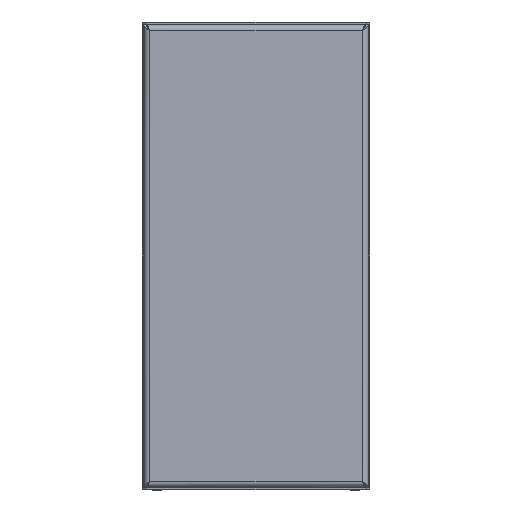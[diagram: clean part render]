
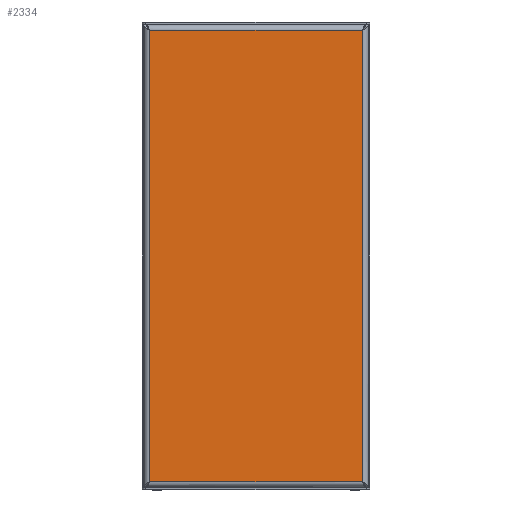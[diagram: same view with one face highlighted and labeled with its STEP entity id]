
A CAD part, front view. The second image highlights one B-rep face of the part: STEP entity #2334.
In plain terms, the highlighted planar face has unit normal (0, -1, 0).
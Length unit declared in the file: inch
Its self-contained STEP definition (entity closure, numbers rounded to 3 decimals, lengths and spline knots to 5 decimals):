
#2201 = ORIENTED_EDGE ( 'NONE', *, *, #2202, .T. ) ;
#2202 = EDGE_CURVE ( 'NONE', #2370, #2203, #5010, .T. ) ;
#2203 = VERTEX_POINT ( 'NONE', #5103 ) ;
#2204 = ORIENTED_EDGE ( 'NONE', *, *, #2205, .T. ) ;
#2205 = EDGE_CURVE ( 'NONE', #2203, #2308, #5102, .T. ) ;
#2308 = VERTEX_POINT ( 'NONE', #5341 ) ;
#2309 = ORIENTED_EDGE ( 'NONE', *, *, #2310, .F. ) ;
#2310 = EDGE_CURVE ( 'NONE', #2369, #2308, #5338, .T. ) ;
#2334 = ADVANCED_FACE ( 'NONE', ( #5261 ), #5260, .F. ) ;
#2335 = EDGE_LOOP ( 'NONE', ( #2367, #2201, #2204, #2309 ) ) ;
#2367 = ORIENTED_EDGE ( 'NONE', *, *, #2368, .T. ) ;
#2368 = EDGE_CURVE ( 'NONE', #2369, #2370, #5284, .T. ) ;
#2369 = VERTEX_POINT ( 'NONE', #5280 ) ;
#2370 = VERTEX_POINT ( 'NONE', #5279 ) ;
#5008 = DIRECTION ( 'NONE',  ( 0., 0., -1. ) ) ;
#5009 = CARTESIAN_POINT ( 'NONE',  ( 0.123, 0., 9.9385 ) ) ;
#5010 = LINE ( 'NONE', #5009, #5104 ) ;
#5099 = DIRECTION ( 'NONE',  ( 1., 0., 0. ) ) ;
#5100 = VECTOR ( 'NONE', #5099, 39.37008 ) ;
#5101 = CARTESIAN_POINT ( 'NONE',  ( 0.123, 0., 0.123 ) ) ;
#5102 = LINE ( 'NONE', #5101, #5100 ) ;
#5103 = CARTESIAN_POINT ( 'NONE',  ( 0.123, 0., 0.123 ) ) ;
#5104 = VECTOR ( 'NONE', #5008, 39.37008 ) ;
#5256 = DIRECTION ( 'NONE',  ( 0., 0., 1. ) ) ;
#5257 = DIRECTION ( 'NONE',  ( 0., 1., 0. ) ) ;
#5258 = CARTESIAN_POINT ( 'NONE',  ( 0., 0., 9.9385 ) ) ;
#5259 = AXIS2_PLACEMENT_3D ( 'NONE', #5258, #5257, #5256 ) ;
#5260 = PLANE ( 'NONE',  #5259 ) ;
#5261 = FACE_OUTER_BOUND ( 'NONE', #2335, .T. ) ;
#5279 = CARTESIAN_POINT ( 'NONE',  ( 0.123, 0., 9.8155 ) ) ;
#5280 = CARTESIAN_POINT ( 'NONE',  ( 4.6974, 0., 9.8155 ) ) ;
#5281 = DIRECTION ( 'NONE',  ( -1., 0., 0. ) ) ;
#5282 = VECTOR ( 'NONE', #5281, 39.37008 ) ;
#5283 = CARTESIAN_POINT ( 'NONE',  ( 4.6974, 0., 9.8155 ) ) ;
#5284 = LINE ( 'NONE', #5283, #5282 ) ;
#5335 = DIRECTION ( 'NONE',  ( 0., 0., -1. ) ) ;
#5336 = VECTOR ( 'NONE', #5335, 39.37008 ) ;
#5337 = CARTESIAN_POINT ( 'NONE',  ( 4.6974, 0., 9.9385 ) ) ;
#5338 = LINE ( 'NONE', #5337, #5336 ) ;
#5341 = CARTESIAN_POINT ( 'NONE',  ( 4.6974, 0., 0.123 ) ) ;
